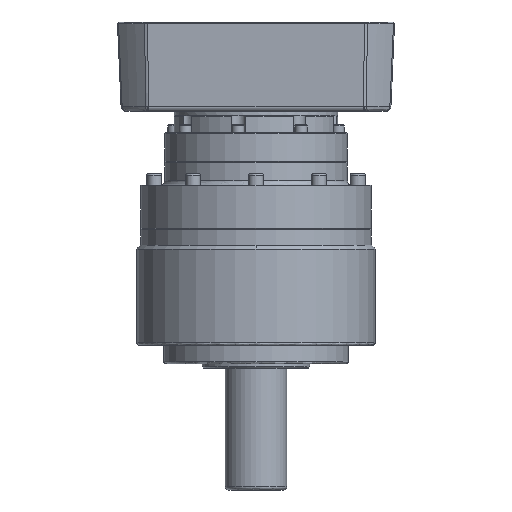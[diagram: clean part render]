
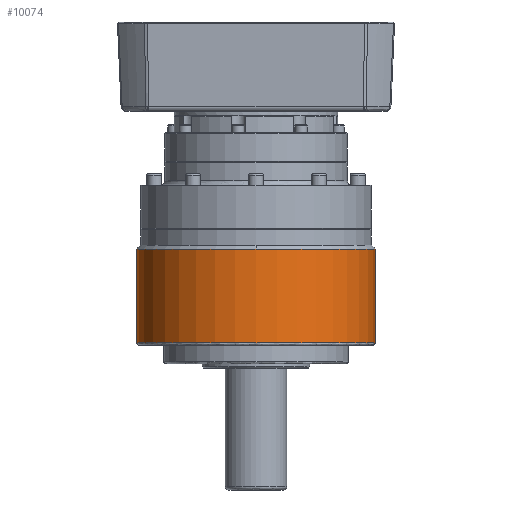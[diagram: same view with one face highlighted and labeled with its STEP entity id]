
A CAD part, front view. The second image highlights one B-rep face of the part: STEP entity #10074.
In plain terms, the highlighted cylindrical face has radius 77.5 mm (diameter 155 mm), a partial arc.
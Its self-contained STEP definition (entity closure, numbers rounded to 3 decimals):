
#1686 = CARTESIAN_POINT ( 'NONE',  ( 77.5, 0., 13.5 ) ) ;
#2438 = EDGE_CURVE ( 'NONE', #40144, #41040, #26593, .T. ) ;
#3467 = DIRECTION ( 'NONE',  ( 0., 0., -1. ) ) ;
#4494 = CIRCLE ( 'NONE', #41053, 77.5 ) ;
#7802 = LINE ( 'NONE', #13895, #33817 ) ;
#8186 = EDGE_CURVE ( 'NONE', #15902, #9460, #32720, .T. ) ;
#8889 = VECTOR ( 'NONE', #41955, 1000. ) ;
#9460 = VERTEX_POINT ( 'NONE', #21328 ) ;
#10074 = ADVANCED_FACE ( 'NONE', ( #31409 ), #45480, .T. ) ;
#10132 = ORIENTED_EDGE ( 'NONE', *, *, #2438, .T. ) ;
#10468 = CIRCLE ( 'NONE', #37902, 77.5 ) ;
#13895 = CARTESIAN_POINT ( 'NONE',  ( 77.5, 0., 0. ) ) ;
#15602 = DIRECTION ( 'NONE',  ( 0., 0., 1. ) ) ;
#15902 = VERTEX_POINT ( 'NONE', #40016 ) ;
#16207 = EDGE_CURVE ( 'NONE', #25641, #40144, #7802, .T. ) ;
#18957 = ORIENTED_EDGE ( 'NONE', *, *, #8186, .F. ) ;
#19296 = CARTESIAN_POINT ( 'NONE',  ( 77.5, 0., 74.5 ) ) ;
#20599 = ORIENTED_EDGE ( 'NONE', *, *, #24840, .T. ) ;
#21172 = DIRECTION ( 'NONE',  ( 0., 0., 1. ) ) ;
#21328 = CARTESIAN_POINT ( 'NONE',  ( -77.5, 0., 74.5 ) ) ;
#21440 = EDGE_LOOP ( 'NONE', ( #18957, #34914, #41972, #10132, #20599 ) ) ;
#21846 = CARTESIAN_POINT ( 'NONE',  ( 0., -77.5, 74.5 ) ) ;
#24840 = EDGE_CURVE ( 'NONE', #41040, #9460, #10468, .T. ) ;
#24897 = CARTESIAN_POINT ( 'NONE',  ( 0., 0., 74.5 ) ) ;
#25641 = VERTEX_POINT ( 'NONE', #1686 ) ;
#26593 = CIRCLE ( 'NONE', #31963, 77.5 ) ;
#28242 = DIRECTION ( 'NONE',  ( 1., 0., 0. ) ) ;
#31409 = FACE_OUTER_BOUND ( 'NONE', #21440, .T. ) ;
#31963 = AXIS2_PLACEMENT_3D ( 'NONE', #36131, #35925, #35768 ) ;
#32720 = LINE ( 'NONE', #42346, #8889 ) ;
#32901 = DIRECTION ( 'NONE',  ( 0., 0., 1. ) ) ;
#33817 = VECTOR ( 'NONE', #21172, 1000. ) ;
#34914 = ORIENTED_EDGE ( 'NONE', *, *, #36536, .T. ) ;
#34930 = CARTESIAN_POINT ( 'NONE',  ( 0., 0., 0. ) ) ;
#35071 = DIRECTION ( 'NONE',  ( 1., 0., 0. ) ) ;
#35768 = DIRECTION ( 'NONE',  ( 1., 0., 0. ) ) ;
#35925 = DIRECTION ( 'NONE',  ( 0., 0., -1. ) ) ;
#36131 = CARTESIAN_POINT ( 'NONE',  ( 0., 0., 74.5 ) ) ;
#36460 = CARTESIAN_POINT ( 'NONE',  ( 0., 0., 13.5 ) ) ;
#36536 = EDGE_CURVE ( 'NONE', #15902, #25641, #4494, .T. ) ;
#37856 = AXIS2_PLACEMENT_3D ( 'NONE', #34930, #32901, #35071 ) ;
#37902 = AXIS2_PLACEMENT_3D ( 'NONE', #24897, #3467, #28242 ) ;
#39969 = DIRECTION ( 'NONE',  ( 1., 0., 0. ) ) ;
#40016 = CARTESIAN_POINT ( 'NONE',  ( -77.5, 0., 13.5 ) ) ;
#40144 = VERTEX_POINT ( 'NONE', #19296 ) ;
#41040 = VERTEX_POINT ( 'NONE', #21846 ) ;
#41053 = AXIS2_PLACEMENT_3D ( 'NONE', #36460, #15602, #39969 ) ;
#41955 = DIRECTION ( 'NONE',  ( 0., 0., 1. ) ) ;
#41972 = ORIENTED_EDGE ( 'NONE', *, *, #16207, .T. ) ;
#42346 = CARTESIAN_POINT ( 'NONE',  ( -77.5, 0., 0. ) ) ;
#45480 = CYLINDRICAL_SURFACE ( 'NONE', #37856, 77.5 ) ;
